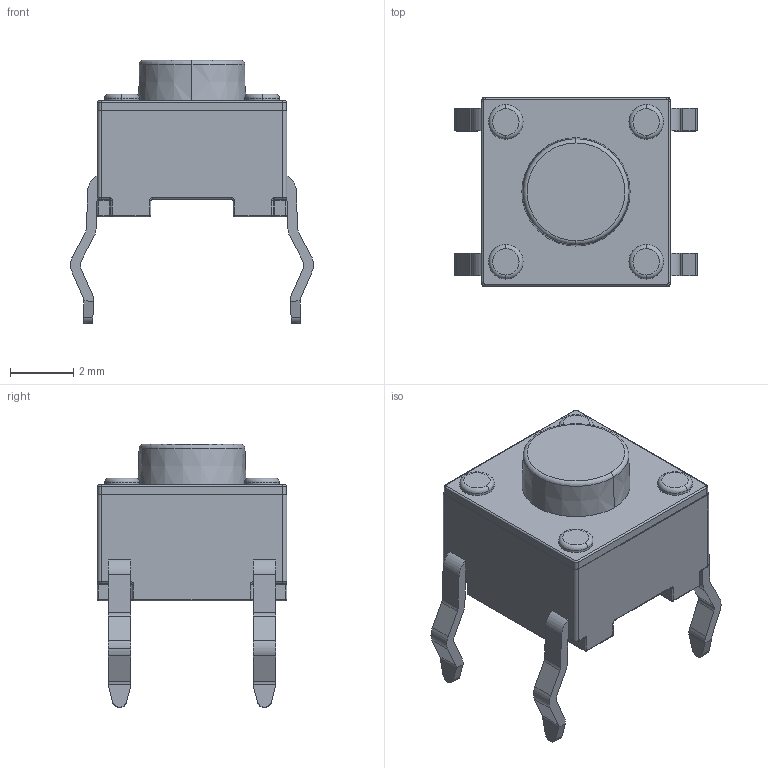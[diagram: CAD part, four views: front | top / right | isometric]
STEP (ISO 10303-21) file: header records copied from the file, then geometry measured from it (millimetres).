
FILE_DESCRIPTION(('FreeCAD Model'),'2;1');
FILE_NAME('tactileswitch-short.step','2018-03-08T09:40:25', ('kicad StepUp'),('ksu MCAD'),'Open CASCADE STEP processor 6.8', 'FreeCAD','Unknown');
FILE_SCHEMA(('AUTOMOTIVE_DESIGN_CC2 { 1 2 10303 214 -1 1 5 4 }'));
Length unit declared in the file: millimetre
Products named in the file (2): ASSEMBLY; tactileswitch-short
Assembly tree (1 placements, depth 2):
  ASSEMBLY
    tactileswitch-short
Bounding box: 7.69 x 6.01 x 8.33 mm (x, y, z)
Volume: 137.4 mm3; surface area: 213.4 mm2
Topology: 1 solids, 1 shells, 294 faces, 720 edges, 410 vertices
Faces by surface type: cylinder 138, plane 88, torus 40, sphere 24, cone 2, revolution 2
Entity records: 10518 total; most frequent: DIRECTION 1614, CARTESIAN_POINT 1446, ORIENTED_EDGE 1392, EDGE_CURVE 696, AXIS2_PLACEMENT_3D 630, VERTEX_POINT 410, LINE 352, VECTOR 352
